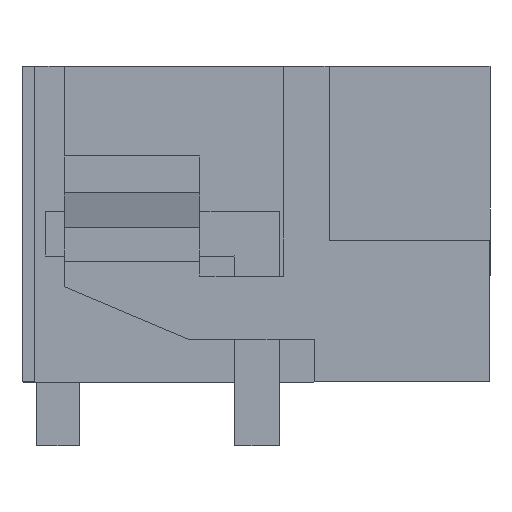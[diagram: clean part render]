
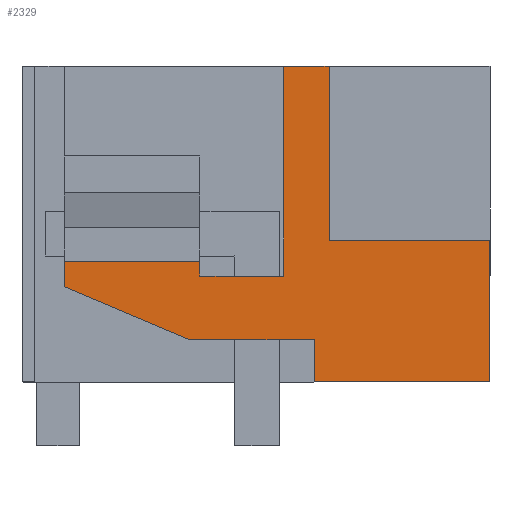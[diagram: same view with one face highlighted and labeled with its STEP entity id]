
A CAD part, left-side view. The second image highlights one B-rep face of the part: STEP entity #2329.
In plain terms, the highlighted planar face has unit normal (-1, 0, 0).
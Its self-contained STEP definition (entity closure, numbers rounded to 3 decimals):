
#2255=AXIS2_PLACEMENT_3D('Plane Axis2P3D',#2252,#2253,#2254) ;
#841=CARTESIAN_POINT('Vertex',(0.,4.875,8.95)) ;
#844=CARTESIAN_POINT('Line Origine',(0.,4.338,8.95)) ;
#848=CARTESIAN_POINT('Vertex',(0.,3.8,8.95)) ;
#1197=CARTESIAN_POINT('Vertex',(0.,0.,1.5)) ;
#1200=CARTESIAN_POINT('Line Origine',(0.,2.075,1.5)) ;
#1204=CARTESIAN_POINT('Vertex',(0.,4.15,1.5)) ;
#2058=CARTESIAN_POINT('Vertex',(0.,10.05,3.75)) ;
#2061=CARTESIAN_POINT('Line Origine',(0.,10.05,4.05)) ;
#2065=CARTESIAN_POINT('Vertex',(0.,10.05,4.35)) ;
#2237=CARTESIAN_POINT('Vertex',(0.,4.875,4.)) ;
#2240=CARTESIAN_POINT('Line Origine',(0.,4.875,6.475)) ;
#2252=CARTESIAN_POINT('Axis2P3D Location',(0.,11.05,-1.7)) ;
#2257=CARTESIAN_POINT('Line Origine',(0.,5.863,4.)) ;
#2261=CARTESIAN_POINT('Vertex',(0.,6.85,4.)) ;
#2264=CARTESIAN_POINT('Line Origine',(0.,6.85,4.175)) ;
#2268=CARTESIAN_POINT('Vertex',(0.,6.85,4.35)) ;
#2271=CARTESIAN_POINT('Line Origine',(0.,8.45,4.35)) ;
#2276=CARTESIAN_POINT('Line Origine',(0.,8.571,3.123)) ;
#2280=CARTESIAN_POINT('Vertex',(0.,7.092,2.497)) ;
#2283=CARTESIAN_POINT('Line Origine',(0.,5.621,2.497)) ;
#2287=CARTESIAN_POINT('Vertex',(0.,4.15,2.497)) ;
#2290=CARTESIAN_POINT('Line Origine',(0.,4.15,1.998)) ;
#2295=CARTESIAN_POINT('Line Origine',(0.,0.,3.175)) ;
#2299=CARTESIAN_POINT('Vertex',(0.,0.,4.85)) ;
#2302=CARTESIAN_POINT('Line Origine',(0.,1.9,4.85)) ;
#2306=CARTESIAN_POINT('Vertex',(0.,3.8,4.85)) ;
#2309=CARTESIAN_POINT('Line Origine',(0.,3.8,6.9)) ;
#845=DIRECTION('Vector Direction',(0.,-1.,0.)) ;
#1201=DIRECTION('Vector Direction',(0.,1.,0.)) ;
#2062=DIRECTION('Vector Direction',(0.,0.,-1.)) ;
#2241=DIRECTION('Vector Direction',(0.,0.,1.)) ;
#2253=DIRECTION('Axis2P3D Direction',(-1.,0.,0.)) ;
#2254=DIRECTION('Axis2P3D XDirection',(0.,-1.,0.)) ;
#2258=DIRECTION('Vector Direction',(0.,1.,0.)) ;
#2265=DIRECTION('Vector Direction',(0.,0.,1.)) ;
#2272=DIRECTION('Vector Direction',(0.,1.,0.)) ;
#2277=DIRECTION('Vector Direction',(0.,0.921,0.39)) ;
#2284=DIRECTION('Vector Direction',(0.,-1.,0.)) ;
#2291=DIRECTION('Vector Direction',(0.,0.,-1.)) ;
#2296=DIRECTION('Vector Direction',(0.,0.,-1.)) ;
#2303=DIRECTION('Vector Direction',(0.,1.,0.)) ;
#2310=DIRECTION('Vector Direction',(0.,0.,-1.)) ;
#846=VECTOR('Line Direction',#845,1.) ;
#1202=VECTOR('Line Direction',#1201,1.) ;
#2063=VECTOR('Line Direction',#2062,1.) ;
#2242=VECTOR('Line Direction',#2241,1.) ;
#2259=VECTOR('Line Direction',#2258,1.) ;
#2266=VECTOR('Line Direction',#2265,1.) ;
#2273=VECTOR('Line Direction',#2272,1.) ;
#2278=VECTOR('Line Direction',#2277,1.) ;
#2285=VECTOR('Line Direction',#2284,1.) ;
#2292=VECTOR('Line Direction',#2291,1.) ;
#2297=VECTOR('Line Direction',#2296,1.) ;
#2304=VECTOR('Line Direction',#2303,1.) ;
#2311=VECTOR('Line Direction',#2310,1.) ;
#2315=ORIENTED_EDGE('',*,*,#850,.T.) ;
#2316=ORIENTED_EDGE('',*,*,#2244,.T.) ;
#2317=ORIENTED_EDGE('',*,*,#2263,.T.) ;
#2318=ORIENTED_EDGE('',*,*,#2270,.T.) ;
#2319=ORIENTED_EDGE('',*,*,#2275,.T.) ;
#2320=ORIENTED_EDGE('',*,*,#2067,.T.) ;
#2321=ORIENTED_EDGE('',*,*,#2282,.T.) ;
#2322=ORIENTED_EDGE('',*,*,#2289,.T.) ;
#2323=ORIENTED_EDGE('',*,*,#2294,.T.) ;
#2324=ORIENTED_EDGE('',*,*,#1206,.T.) ;
#2325=ORIENTED_EDGE('',*,*,#2301,.T.) ;
#2326=ORIENTED_EDGE('',*,*,#2308,.F.) ;
#2327=ORIENTED_EDGE('',*,*,#2313,.F.) ;
#2329=ADVANCED_FACE('HOUSING',(#2328),#2256,.T.) ;
#850=EDGE_CURVE('',#849,#842,#847,.F.) ;
#1206=EDGE_CURVE('',#1205,#1198,#1203,.F.) ;
#2067=EDGE_CURVE('',#2066,#2059,#2064,.T.) ;
#2244=EDGE_CURVE('',#842,#2238,#2243,.F.) ;
#2263=EDGE_CURVE('',#2238,#2262,#2260,.T.) ;
#2270=EDGE_CURVE('',#2262,#2269,#2267,.T.) ;
#2275=EDGE_CURVE('',#2269,#2066,#2274,.T.) ;
#2282=EDGE_CURVE('',#2059,#2281,#2279,.F.) ;
#2289=EDGE_CURVE('',#2281,#2288,#2286,.T.) ;
#2294=EDGE_CURVE('',#2288,#1205,#2293,.T.) ;
#2301=EDGE_CURVE('',#1198,#2300,#2298,.F.) ;
#2308=EDGE_CURVE('',#2307,#2300,#2305,.F.) ;
#2313=EDGE_CURVE('',#849,#2307,#2312,.T.) ;
#2314=EDGE_LOOP('',(#2315,#2316,#2317,#2318,#2319,#2320,#2321,#2322,#2323,#2324,#2325,#2326,#2327)) ;
#2328=FACE_OUTER_BOUND('',#2314,.T.) ;
#847=LINE('Line',#844,#846) ;
#1203=LINE('Line',#1200,#1202) ;
#2064=LINE('Line',#2061,#2063) ;
#2243=LINE('Line',#2240,#2242) ;
#2260=LINE('Line',#2257,#2259) ;
#2267=LINE('Line',#2264,#2266) ;
#2274=LINE('Line',#2271,#2273) ;
#2279=LINE('Line',#2276,#2278) ;
#2286=LINE('Line',#2283,#2285) ;
#2293=LINE('Line',#2290,#2292) ;
#2298=LINE('Line',#2295,#2297) ;
#2305=LINE('Line',#2302,#2304) ;
#2312=LINE('Line',#2309,#2311) ;
#2256=PLANE('',#2255) ;
#842=VERTEX_POINT('',#841) ;
#849=VERTEX_POINT('',#848) ;
#1198=VERTEX_POINT('',#1197) ;
#1205=VERTEX_POINT('',#1204) ;
#2059=VERTEX_POINT('',#2058) ;
#2066=VERTEX_POINT('',#2065) ;
#2238=VERTEX_POINT('',#2237) ;
#2262=VERTEX_POINT('',#2261) ;
#2269=VERTEX_POINT('',#2268) ;
#2281=VERTEX_POINT('',#2280) ;
#2288=VERTEX_POINT('',#2287) ;
#2300=VERTEX_POINT('',#2299) ;
#2307=VERTEX_POINT('',#2306) ;
